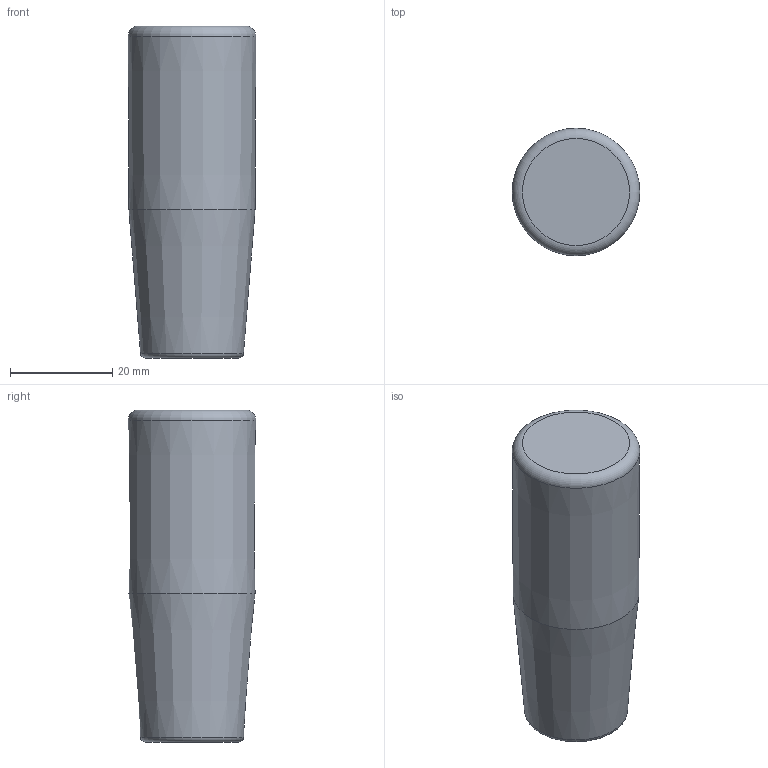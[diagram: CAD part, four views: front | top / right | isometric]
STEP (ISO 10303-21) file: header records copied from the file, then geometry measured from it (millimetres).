
FILE_DESCRIPTION( ( 'Unknown' ), '1' );
FILE_NAME( '6137030_MCA25x65.stp', 'Unknown', ( 'Unknown' ), ( 'Unknown' ), 'PSStep 11.0', 'Unknown', ' ' );
FILE_SCHEMA( ( 'AUTOMOTIVE_DESIGN { 1 0 10303 214 1 1 1 1 }' ) );
Length unit declared in the file: millimetre
Products named in the file (1): 6137030
Bounding box: 24.98 x 24.98 x 65 mm (x, y, z)
Volume: 25193.5 mm3; surface area: 7095.8 mm2
Topology: 1 solids, 2 shells, 15 faces, 28 edges, 18 vertices
Faces by surface type: plane 5, torus 4, cylinder 3, cone 3
Full cylindrical faces by diameter (mm): 12 x1, 12.5 x1, 17 x1
Entity records: 432 total; most frequent: DIRECTION 60, CARTESIAN_POINT 44, AXIS2_PLACEMENT_3D 30, EDGE_LOOP 28, ORIENTED_EDGE 28, FACE_OUTER_BOUND 22, STYLED_ITEM 15, PRESENTATION_STYLE_ASSIGNMENT 15
